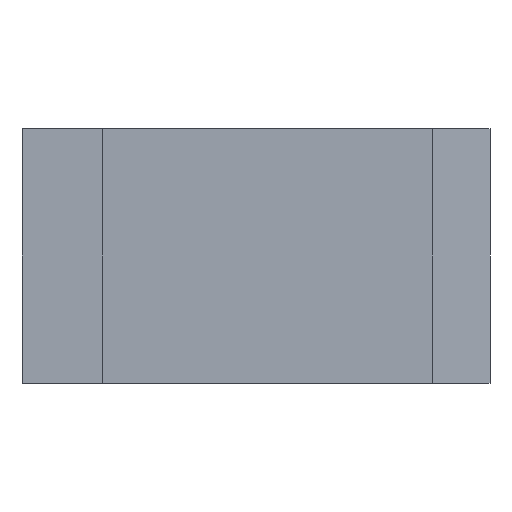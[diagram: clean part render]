
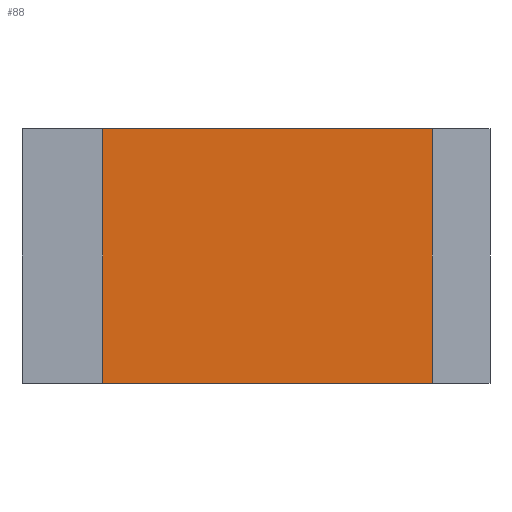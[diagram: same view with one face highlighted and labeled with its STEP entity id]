
A CAD part, left-side view. The second image highlights one B-rep face of the part: STEP entity #88.
In plain terms, the highlighted planar face has unit normal (-1, 0, 0).
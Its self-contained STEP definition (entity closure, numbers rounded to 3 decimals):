
#88 = ADVANCED_FACE( '', ( #123 ), #124, .T. );
#123 = FACE_OUTER_BOUND( '', #165, .T. );
#124 = PLANE( '', #166 );
#165 = EDGE_LOOP( '', ( #275, #276, #277, #278 ) );
#166 = AXIS2_PLACEMENT_3D( '', #279, #280, #281 );
#275 = ORIENTED_EDGE( '', *, *, #368, .T. );
#276 = ORIENTED_EDGE( '', *, *, #369, .F. );
#277 = ORIENTED_EDGE( '', *, *, #370, .T. );
#278 = ORIENTED_EDGE( '', *, *, #366, .T. );
#279 = CARTESIAN_POINT( '', ( -17., 5., 0. ) );
#280 = DIRECTION( '', ( -1., 0., 0. ) );
#281 = DIRECTION( '', ( 0., -1., 0. ) );
#366 = EDGE_CURVE( '', #441, #439, #442, .T. );
#368 = EDGE_CURVE( '', #439, #444, #445, .T. );
#369 = EDGE_CURVE( '', #446, #444, #447, .T. );
#370 = EDGE_CURVE( '', #446, #441, #448, .T. );
#439 = VERTEX_POINT( '', #544 );
#441 = VERTEX_POINT( '', #547 );
#442 = LINE( '', #548, #549 );
#444 = VERTEX_POINT( '', #552 );
#445 = LINE( '', #553, #554 );
#446 = VERTEX_POINT( '', #555 );
#447 = LINE( '', #556, #557 );
#448 = LINE( '', #558, #559 );
#544 = CARTESIAN_POINT( '', ( -17., 5., 22. ) );
#547 = CARTESIAN_POINT( '', ( -17., 5., 0. ) );
#548 = CARTESIAN_POINT( '', ( -17., 5., 0. ) );
#549 = VECTOR( '', #634, 1. );
#552 = CARTESIAN_POINT( '', ( -17., 33.5, 22. ) );
#553 = CARTESIAN_POINT( '', ( -17., 33.5, 22. ) );
#554 = VECTOR( '', #636, 1. );
#555 = CARTESIAN_POINT( '', ( -17., 33.5, 0. ) );
#556 = CARTESIAN_POINT( '', ( -17., 33.5, 0. ) );
#557 = VECTOR( '', #637, 1. );
#558 = CARTESIAN_POINT( '', ( -17., 33.5, 0. ) );
#559 = VECTOR( '', #638, 1. );
#634 = DIRECTION( '', ( 0., 0., 1. ) );
#636 = DIRECTION( '', ( 0., 1., 0. ) );
#637 = DIRECTION( '', ( 0., 0., 1. ) );
#638 = DIRECTION( '', ( 0., -1., 0. ) );
